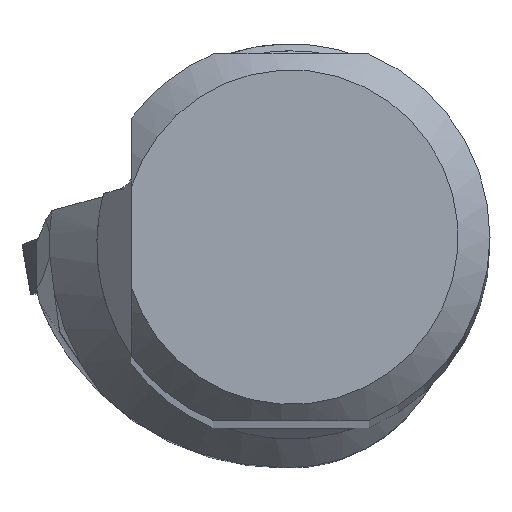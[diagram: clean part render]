
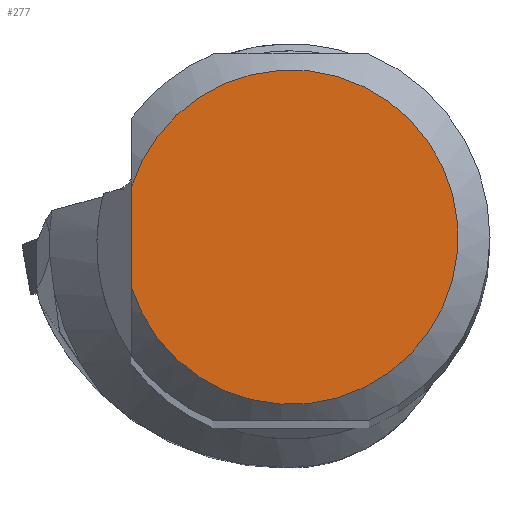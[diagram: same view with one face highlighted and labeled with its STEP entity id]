
A CAD part, top view. The second image highlights one B-rep face of the part: STEP entity #277.
In plain terms, the highlighted planar face has unit normal (0, 0, 1).
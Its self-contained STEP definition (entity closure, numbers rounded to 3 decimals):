
#213=FACE_OUTER_BOUND('',#536,.T.);
#277=ADVANCED_FACE('CU_SU_BP3',(#213),#327,.F.);
#327=PLANE('',#1400);
#388=LINE('',#2189,#463);
#463=VECTOR('',#1664,1.);
#536=EDGE_LOOP('',(#731,#732));
#731=ORIENTED_EDGE('',*,*,#1134,.T.);
#732=ORIENTED_EDGE('',*,*,#1158,.T.);
#1001=VERTEX_POINT('',#2112);
#1002=VERTEX_POINT('',#2114);
#1134=EDGE_CURVE('',#1002,#1001,#1243,.T.);
#1158=EDGE_CURVE('',#1001,#1002,#388,.T.);
#1243=CIRCLE('',#1387,10.491);
#1387=AXIS2_PLACEMENT_3D('',#2113,#1632,#1633);
#1400=AXIS2_PLACEMENT_3D('',#2190,#1665,#1666);
#1632=DIRECTION('',(0.,0.,1.));
#1633=DIRECTION('',(-0.985,-0.172,0.));
#1664=DIRECTION('',(0.,-1.,0.));
#1665=DIRECTION('',(0.,0.,-1.));
#1666=DIRECTION('',(-0.985,-0.172,0.));
#2112=CARTESIAN_POINT('',(-10.009,3.145,0.));
#2113=CARTESIAN_POINT('',(0.,0.,
0.));
#2114=CARTESIAN_POINT('',(-10.009,-3.145,0.));
#2189=CARTESIAN_POINT('',(-10.009,11.5,0.));
#2190=CARTESIAN_POINT('',(-12.491,0.,0.));
